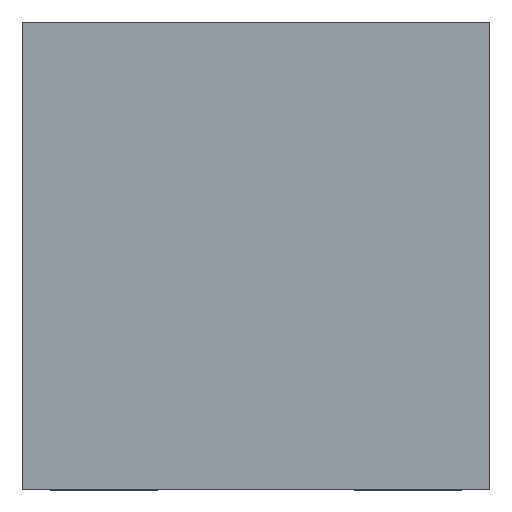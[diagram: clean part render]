
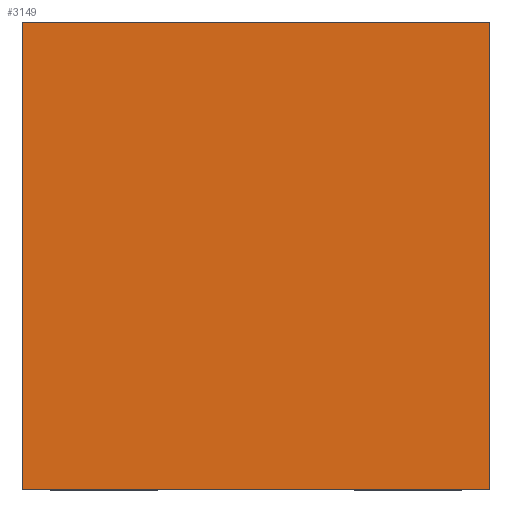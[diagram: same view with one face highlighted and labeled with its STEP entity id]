
A CAD part, top view. The second image highlights one B-rep face of the part: STEP entity #3149.
In plain terms, the highlighted planar face has unit normal (0, 0, 1).
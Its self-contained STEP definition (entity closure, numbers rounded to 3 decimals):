
#370 = PLANE('',#371);
#371 = AXIS2_PLACEMENT_3D('',#372,#373,#374);
#372 = CARTESIAN_POINT('',(0.5,0.5,-0.16));
#373 = DIRECTION('',(0.,1.,0.));
#374 = DIRECTION('',(-1.,0.,0.));
#612 = PLANE('',#613);
#613 = AXIS2_PLACEMENT_3D('',#614,#615,#616);
#614 = CARTESIAN_POINT('',(-0.5,0.5,-0.16));
#615 = DIRECTION('',(-1.,0.,0.));
#616 = DIRECTION('',(0.,-1.,0.));
#640 = PLANE('',#641);
#641 = AXIS2_PLACEMENT_3D('',#642,#643,#644);
#642 = CARTESIAN_POINT('',(-0.5,-0.5,-0.16));
#643 = DIRECTION('',(0.,-1.,0.));
#644 = DIRECTION('',(1.,0.,0.));
#910 = PLANE('',#911);
#911 = AXIS2_PLACEMENT_3D('',#912,#913,#914);
#912 = CARTESIAN_POINT('',(0.5,-0.5,-0.16));
#913 = DIRECTION('',(1.,0.,0.));
#914 = DIRECTION('',(0.,1.,0.));
#1329 = VERTEX_POINT('',#1330);
#1330 = CARTESIAN_POINT('',(-0.5,0.5,0.18));
#1351 = EDGE_CURVE('',#1352,#1329,#1354,.T.);
#1352 = VERTEX_POINT('',#1353);
#1353 = CARTESIAN_POINT('',(0.5,0.5,0.18));
#1354 = SURFACE_CURVE('',#1355,(#1359,#1366),.PCURVE_S1.);
#1355 = LINE('',#1356,#1357);
#1356 = CARTESIAN_POINT('',(0.,0.5,0.18));
#1357 = VECTOR('',#1358,1.);
#1358 = DIRECTION('',(-1.,0.,0.));
#1359 = PCURVE('',#370,#1360);
#1360 = DEFINITIONAL_REPRESENTATION('',(#1361),#1365);
#1361 = LINE('',#1362,#1363);
#1362 = CARTESIAN_POINT('',(0.5,0.34));
#1363 = VECTOR('',#1364,1.);
#1364 = DIRECTION('',(1.,0.));
#1365 = ( GEOMETRIC_REPRESENTATION_CONTEXT(2) 
PARAMETRIC_REPRESENTATION_CONTEXT() REPRESENTATION_CONTEXT('2D SPACE',''
  ) );
#1366 = PCURVE('',#1367,#1372);
#1367 = PLANE('',#1368);
#1368 = AXIS2_PLACEMENT_3D('',#1369,#1370,#1371);
#1369 = CARTESIAN_POINT('',(0.,0.,0.18));
#1370 = DIRECTION('',(0.,0.,1.));
#1371 = DIRECTION('',(0.,-1.,0.));
#1372 = DEFINITIONAL_REPRESENTATION('',(#1373),#1377);
#1373 = LINE('',#1374,#1375);
#1374 = CARTESIAN_POINT('',(-0.5,0.));
#1375 = VECTOR('',#1376,1.);
#1376 = DIRECTION('',(0.,-1.));
#1377 = ( GEOMETRIC_REPRESENTATION_CONTEXT(2) 
PARAMETRIC_REPRESENTATION_CONTEXT() REPRESENTATION_CONTEXT('2D SPACE',''
  ) );
#1550 = VERTEX_POINT('',#1551);
#1551 = CARTESIAN_POINT('',(-0.5,-0.5,0.18));
#1572 = EDGE_CURVE('',#1329,#1550,#1573,.T.);
#1573 = SURFACE_CURVE('',#1574,(#1578,#1585),.PCURVE_S1.);
#1574 = LINE('',#1575,#1576);
#1575 = CARTESIAN_POINT('',(-0.5,0.,0.18));
#1576 = VECTOR('',#1577,1.);
#1577 = DIRECTION('',(0.,-1.,0.));
#1578 = PCURVE('',#612,#1579);
#1579 = DEFINITIONAL_REPRESENTATION('',(#1580),#1584);
#1580 = LINE('',#1581,#1582);
#1581 = CARTESIAN_POINT('',(0.5,0.34));
#1582 = VECTOR('',#1583,1.);
#1583 = DIRECTION('',(1.,0.));
#1584 = ( GEOMETRIC_REPRESENTATION_CONTEXT(2) 
PARAMETRIC_REPRESENTATION_CONTEXT() REPRESENTATION_CONTEXT('2D SPACE',''
  ) );
#1585 = PCURVE('',#1367,#1586);
#1586 = DEFINITIONAL_REPRESENTATION('',(#1587),#1591);
#1587 = LINE('',#1588,#1589);
#1588 = CARTESIAN_POINT('',(0.,-0.5));
#1589 = VECTOR('',#1590,1.);
#1590 = DIRECTION('',(1.,0.));
#1591 = ( GEOMETRIC_REPRESENTATION_CONTEXT(2) 
PARAMETRIC_REPRESENTATION_CONTEXT() REPRESENTATION_CONTEXT('2D SPACE',''
  ) );
#1982 = VERTEX_POINT('',#1983);
#1983 = CARTESIAN_POINT('',(0.5,-0.5,0.18));
#2004 = EDGE_CURVE('',#1550,#1982,#2005,.T.);
#2005 = SURFACE_CURVE('',#2006,(#2010,#2017),.PCURVE_S1.);
#2006 = LINE('',#2007,#2008);
#2007 = CARTESIAN_POINT('',(0.,-0.5,0.18));
#2008 = VECTOR('',#2009,1.);
#2009 = DIRECTION('',(1.,0.,0.));
#2010 = PCURVE('',#640,#2011);
#2011 = DEFINITIONAL_REPRESENTATION('',(#2012),#2016);
#2012 = LINE('',#2013,#2014);
#2013 = CARTESIAN_POINT('',(0.5,0.34));
#2014 = VECTOR('',#2015,1.);
#2015 = DIRECTION('',(1.,0.));
#2016 = ( GEOMETRIC_REPRESENTATION_CONTEXT(2) 
PARAMETRIC_REPRESENTATION_CONTEXT() REPRESENTATION_CONTEXT('2D SPACE',''
  ) );
#2017 = PCURVE('',#1367,#2018);
#2018 = DEFINITIONAL_REPRESENTATION('',(#2019),#2023);
#2019 = LINE('',#2020,#2021);
#2020 = CARTESIAN_POINT('',(0.5,0.));
#2021 = VECTOR('',#2022,1.);
#2022 = DIRECTION('',(0.,1.));
#2023 = ( GEOMETRIC_REPRESENTATION_CONTEXT(2) 
PARAMETRIC_REPRESENTATION_CONTEXT() REPRESENTATION_CONTEXT('2D SPACE',''
  ) );
#2796 = EDGE_CURVE('',#1982,#1352,#2797,.T.);
#2797 = SURFACE_CURVE('',#2798,(#2802,#2809),.PCURVE_S1.);
#2798 = LINE('',#2799,#2800);
#2799 = CARTESIAN_POINT('',(0.5,0.,0.18));
#2800 = VECTOR('',#2801,1.);
#2801 = DIRECTION('',(0.,1.,0.));
#2802 = PCURVE('',#910,#2803);
#2803 = DEFINITIONAL_REPRESENTATION('',(#2804),#2808);
#2804 = LINE('',#2805,#2806);
#2805 = CARTESIAN_POINT('',(0.5,0.34));
#2806 = VECTOR('',#2807,1.);
#2807 = DIRECTION('',(1.,0.));
#2808 = ( GEOMETRIC_REPRESENTATION_CONTEXT(2) 
PARAMETRIC_REPRESENTATION_CONTEXT() REPRESENTATION_CONTEXT('2D SPACE',''
  ) );
#2809 = PCURVE('',#1367,#2810);
#2810 = DEFINITIONAL_REPRESENTATION('',(#2811),#2815);
#2811 = LINE('',#2812,#2813);
#2812 = CARTESIAN_POINT('',(0.,0.5));
#2813 = VECTOR('',#2814,1.);
#2814 = DIRECTION('',(-1.,0.));
#2815 = ( GEOMETRIC_REPRESENTATION_CONTEXT(2) 
PARAMETRIC_REPRESENTATION_CONTEXT() REPRESENTATION_CONTEXT('2D SPACE',''
  ) );
#3149 = ADVANCED_FACE('',(#3150),#1367,.T.);
#3150 = FACE_BOUND('',#3151,.T.);
#3151 = EDGE_LOOP('',(#3152,#3153,#3154,#3155));
#3152 = ORIENTED_EDGE('',*,*,#1351,.T.);
#3153 = ORIENTED_EDGE('',*,*,#1572,.T.);
#3154 = ORIENTED_EDGE('',*,*,#2004,.T.);
#3155 = ORIENTED_EDGE('',*,*,#2796,.T.);
